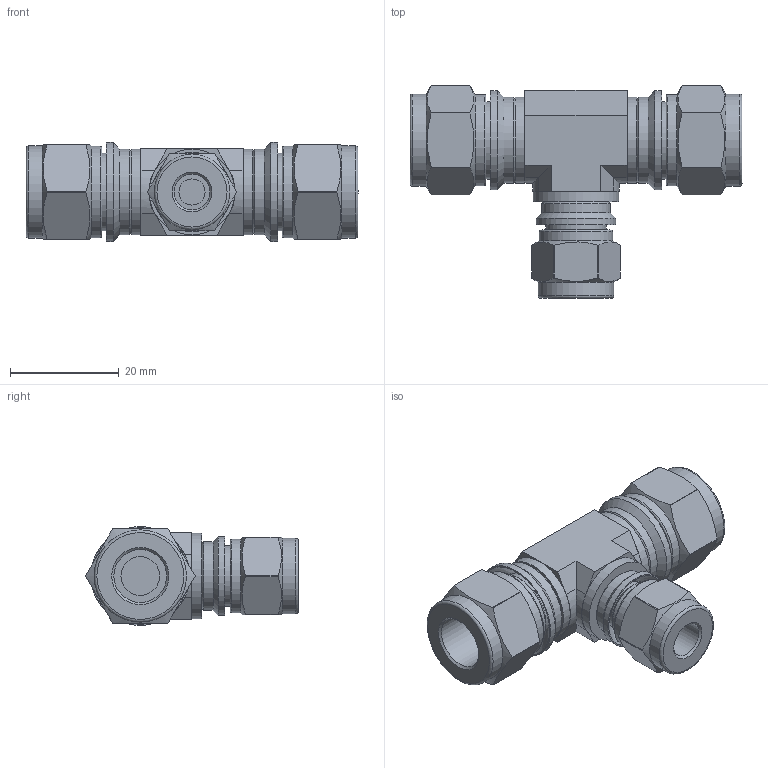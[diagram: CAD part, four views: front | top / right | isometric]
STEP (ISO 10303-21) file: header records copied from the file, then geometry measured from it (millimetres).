
FILE_DESCRIPTION(/* description */ (''),/* implementation_level */ '2;1');
FILE_NAME(/* name */ 'SRUTI-6-4.stp',/* time_stamp */ '2022-07-04T12:00:19+09:00',/* author */ ('user'),/* organization */ (''),/* preprocessor_version */ 'ST-DEVELOPER v18.1',/* originating_system */ 'Autodesk Inventor 2022',/* authorisation */ '');
FILE_SCHEMA (('AUTOMOTIVE_DESIGN { 1 0 10303 214 3 1 1 }'));
Length unit declared in the file: millimetre
Products named in the file (1): SRUT-6-4
Bounding box: 61.18 x 39.22 x 18.25 mm (x, y, z)
Volume: 14033.9 mm3; surface area: 8196.8 mm2
Topology: 1 solids, 1 shells, 136 faces, 305 edges, 192 vertices
Faces by surface type: plane 54, cylinder 52, cone 24, torus 6
Full cylindrical faces by diameter (mm): 4.826 x1, 6.55 x1, 7.112 x2, 9.4 x1, 9.73 x2, 10.1 x1, 11.112 x1, 12.5 x2, 12.6 x1, 13.05 x2, 13.6 x1, 13.9 x1, 14.28 x2, 14.6 x1, 15.8 x5, 16.8 x2, 17 x2, 18.25 x2
Entity records: 3800 total; most frequent: CARTESIAN_POINT 706, DIRECTION 681, ORIENTED_EDGE 610, EDGE_CURVE 305, AXIS2_PLACEMENT_3D 275, VERTEX_POINT 192, EDGE_LOOP 157, CIRCLE 136
